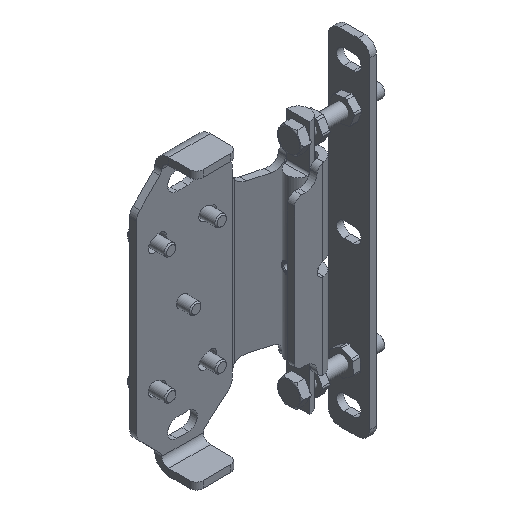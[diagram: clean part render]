
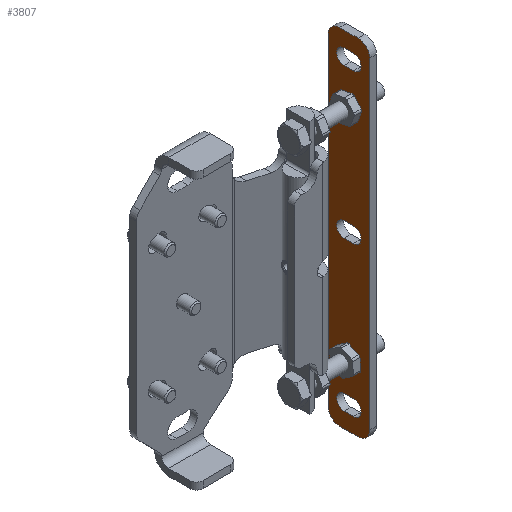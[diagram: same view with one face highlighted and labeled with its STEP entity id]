
A CAD part, isometric view. The second image highlights one B-rep face of the part: STEP entity #3807.
In plain terms, the highlighted planar face has unit normal (-1, 0, 0).
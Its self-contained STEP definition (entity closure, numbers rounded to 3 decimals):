
#203=FACE_BOUND('',#648,.T.);
#204=FACE_BOUND('',#649,.T.);
#205=FACE_BOUND('',#650,.T.);
#206=FACE_BOUND('',#651,.T.);
#207=FACE_BOUND('',#652,.T.);
#278=PLANE('',#4321);
#433=FACE_OUTER_BOUND('',#647,.T.);
#647=EDGE_LOOP('',(#3115,#3116,#3117,#3118,#3119,#3120,#3121,#3122));
#648=EDGE_LOOP('',(#3123,#3124,#3125,#3126));
#649=EDGE_LOOP('',(#3127,#3128,#3129,#3130));
#650=EDGE_LOOP('',(#3131,#3132,#3133,#3134));
#651=EDGE_LOOP('',(#3135,#3136));
#652=EDGE_LOOP('',(#3137,#3138));
#874=CIRCLE('',#4319,5.);
#875=CIRCLE('',#4322,5.);
#876=CIRCLE('',#4323,5.);
#877=CIRCLE('',#4324,5.);
#878=CIRCLE('',#4325,3.3);
#879=CIRCLE('',#4326,3.3);
#880=CIRCLE('',#4327,3.3);
#881=CIRCLE('',#4328,3.3);
#882=CIRCLE('',#4329,3.3);
#883=CIRCLE('',#4330,3.3);
#884=CIRCLE('',#4331,2.459);
#885=CIRCLE('',#4332,2.459);
#886=CIRCLE('',#4333,2.459);
#887=CIRCLE('',#4334,2.459);
#1120=LINE('',#6428,#1406);
#1123=LINE('',#6434,#1409);
#1124=LINE('',#6438,#1410);
#1125=LINE('',#6442,#1411);
#1126=LINE('',#6448,#1412);
#1127=LINE('',#6451,#1413);
#1128=LINE('',#6456,#1414);
#1129=LINE('',#6459,#1415);
#1130=LINE('',#6464,#1416);
#1131=LINE('',#6467,#1417);
#1406=VECTOR('',#5165,10.);
#1409=VECTOR('',#5170,10.);
#1410=VECTOR('',#5173,10.);
#1411=VECTOR('',#5176,10.);
#1412=VECTOR('',#5181,10.);
#1413=VECTOR('',#5184,10.);
#1414=VECTOR('',#5187,10.);
#1415=VECTOR('',#5190,10.);
#1416=VECTOR('',#5193,10.);
#1417=VECTOR('',#5196,10.);
#1784=VERTEX_POINT('',#6421);
#1785=VERTEX_POINT('',#6423);
#1786=VERTEX_POINT('',#6427);
#1788=VERTEX_POINT('',#6433);
#1789=VERTEX_POINT('',#6435);
#1790=VERTEX_POINT('',#6437);
#1791=VERTEX_POINT('',#6439);
#1792=VERTEX_POINT('',#6441);
#1793=VERTEX_POINT('',#6444);
#1794=VERTEX_POINT('',#6445);
#1795=VERTEX_POINT('',#6447);
#1796=VERTEX_POINT('',#6449);
#1797=VERTEX_POINT('',#6452);
#1798=VERTEX_POINT('',#6453);
#1799=VERTEX_POINT('',#6455);
#1800=VERTEX_POINT('',#6457);
#1801=VERTEX_POINT('',#6460);
#1802=VERTEX_POINT('',#6461);
#1803=VERTEX_POINT('',#6463);
#1804=VERTEX_POINT('',#6465);
#1805=VERTEX_POINT('',#6468);
#1806=VERTEX_POINT('',#6469);
#1807=VERTEX_POINT('',#6472);
#1808=VERTEX_POINT('',#6473);
#2254=EDGE_CURVE('',#1784,#1785,#874,.T.);
#2256=EDGE_CURVE('',#1785,#1786,#1120,.T.);
#2259=EDGE_CURVE('',#1788,#1784,#1123,.T.);
#2260=EDGE_CURVE('',#1789,#1788,#875,.T.);
#2261=EDGE_CURVE('',#1790,#1789,#1124,.T.);
#2262=EDGE_CURVE('',#1791,#1790,#876,.T.);
#2263=EDGE_CURVE('',#1792,#1791,#1125,.T.);
#2264=EDGE_CURVE('',#1786,#1792,#877,.T.);
#2265=EDGE_CURVE('',#1793,#1794,#878,.T.);
#2266=EDGE_CURVE('',#1794,#1795,#1126,.T.);
#2267=EDGE_CURVE('',#1795,#1796,#879,.T.);
#2268=EDGE_CURVE('',#1796,#1793,#1127,.T.);
#2269=EDGE_CURVE('',#1797,#1798,#880,.T.);
#2270=EDGE_CURVE('',#1798,#1799,#1128,.T.);
#2271=EDGE_CURVE('',#1799,#1800,#881,.T.);
#2272=EDGE_CURVE('',#1800,#1797,#1129,.T.);
#2273=EDGE_CURVE('',#1801,#1802,#882,.T.);
#2274=EDGE_CURVE('',#1802,#1803,#1130,.T.);
#2275=EDGE_CURVE('',#1803,#1804,#883,.T.);
#2276=EDGE_CURVE('',#1804,#1801,#1131,.T.);
#2277=EDGE_CURVE('',#1805,#1806,#884,.T.);
#2278=EDGE_CURVE('',#1806,#1805,#885,.T.);
#2279=EDGE_CURVE('',#1807,#1808,#886,.T.);
#2280=EDGE_CURVE('',#1808,#1807,#887,.T.);
#3115=ORIENTED_EDGE('',*,*,#2254,.F.);
#3116=ORIENTED_EDGE('',*,*,#2259,.F.);
#3117=ORIENTED_EDGE('',*,*,#2260,.F.);
#3118=ORIENTED_EDGE('',*,*,#2261,.F.);
#3119=ORIENTED_EDGE('',*,*,#2262,.F.);
#3120=ORIENTED_EDGE('',*,*,#2263,.F.);
#3121=ORIENTED_EDGE('',*,*,#2264,.F.);
#3122=ORIENTED_EDGE('',*,*,#2256,.F.);
#3123=ORIENTED_EDGE('',*,*,#2265,.T.);
#3124=ORIENTED_EDGE('',*,*,#2266,.T.);
#3125=ORIENTED_EDGE('',*,*,#2267,.T.);
#3126=ORIENTED_EDGE('',*,*,#2268,.T.);
#3127=ORIENTED_EDGE('',*,*,#2269,.T.);
#3128=ORIENTED_EDGE('',*,*,#2270,.T.);
#3129=ORIENTED_EDGE('',*,*,#2271,.T.);
#3130=ORIENTED_EDGE('',*,*,#2272,.T.);
#3131=ORIENTED_EDGE('',*,*,#2273,.T.);
#3132=ORIENTED_EDGE('',*,*,#2274,.T.);
#3133=ORIENTED_EDGE('',*,*,#2275,.T.);
#3134=ORIENTED_EDGE('',*,*,#2276,.T.);
#3135=ORIENTED_EDGE('',*,*,#2277,.T.);
#3136=ORIENTED_EDGE('',*,*,#2278,.T.);
#3137=ORIENTED_EDGE('',*,*,#2279,.T.);
#3138=ORIENTED_EDGE('',*,*,#2280,.T.);
#3807=ADVANCED_FACE('',(#433,#203,#204,#205,#206,#207),#278,.F.);
#4319=AXIS2_PLACEMENT_3D('',#6424,#5160,#5161);
#4321=AXIS2_PLACEMENT_3D('',#6432,#5168,#5169);
#4322=AXIS2_PLACEMENT_3D('',#6436,#5171,#5172);
#4323=AXIS2_PLACEMENT_3D('',#6440,#5174,#5175);
#4324=AXIS2_PLACEMENT_3D('',#6443,#5177,#5178);
#4325=AXIS2_PLACEMENT_3D('',#6446,#5179,#5180);
#4326=AXIS2_PLACEMENT_3D('',#6450,#5182,#5183);
#4327=AXIS2_PLACEMENT_3D('',#6454,#5185,#5186);
#4328=AXIS2_PLACEMENT_3D('',#6458,#5188,#5189);
#4329=AXIS2_PLACEMENT_3D('',#6462,#5191,#5192);
#4330=AXIS2_PLACEMENT_3D('',#6466,#5194,#5195);
#4331=AXIS2_PLACEMENT_3D('',#6470,#5197,#5198);
#4332=AXIS2_PLACEMENT_3D('',#6471,#5199,#5200);
#4333=AXIS2_PLACEMENT_3D('',#6474,#5201,#5202);
#4334=AXIS2_PLACEMENT_3D('',#6475,#5203,#5204);
#5160=DIRECTION('center_axis',(1.,0.,0.));
#5161=DIRECTION('ref_axis',(0.,0.707,0.707));
#5165=DIRECTION('',(0.,-1.,0.));
#5168=DIRECTION('center_axis',(1.,0.,0.));
#5169=DIRECTION('ref_axis',(0.,0.,-1.));
#5170=DIRECTION('',(0.,0.,1.));
#5171=DIRECTION('center_axis',(1.,0.,0.));
#5172=DIRECTION('ref_axis',(0.,0.707,-0.707));
#5173=DIRECTION('',(0.,1.,0.));
#5174=DIRECTION('center_axis',(1.,0.,0.));
#5175=DIRECTION('ref_axis',(0.,-0.707,-0.707));
#5176=DIRECTION('',(0.,0.,-1.));
#5177=DIRECTION('center_axis',(1.,0.,0.));
#5178=DIRECTION('ref_axis',(0.,-0.707,0.707));
#5179=DIRECTION('center_axis',(1.,0.,0.));
#5180=DIRECTION('ref_axis',(0.,0.,-1.));
#5181=DIRECTION('',(0.,1.,0.));
#5182=DIRECTION('center_axis',(1.,0.,0.));
#5183=DIRECTION('ref_axis',(0.,0.,1.));
#5184=DIRECTION('',(0.,-1.,0.));
#5185=DIRECTION('center_axis',(1.,0.,0.));
#5186=DIRECTION('ref_axis',(0.,0.,-1.));
#5187=DIRECTION('',(0.,1.,0.));
#5188=DIRECTION('center_axis',(1.,0.,0.));
#5189=DIRECTION('ref_axis',(0.,0.,1.));
#5190=DIRECTION('',(0.,-1.,0.));
#5191=DIRECTION('center_axis',(1.,0.,0.));
#5192=DIRECTION('ref_axis',(0.,0.,1.));
#5193=DIRECTION('',(0.,-1.,0.));
#5194=DIRECTION('center_axis',(1.,0.,0.));
#5195=DIRECTION('ref_axis',(0.,0.,-1.));
#5196=DIRECTION('',(0.,1.,0.));
#5197=DIRECTION('center_axis',(1.,0.,0.));
#5198=DIRECTION('ref_axis',(0.,0.,1.));
#5199=DIRECTION('center_axis',(1.,0.,0.));
#5200=DIRECTION('ref_axis',(0.,0.,1.));
#5201=DIRECTION('center_axis',(1.,0.,0.));
#5202=DIRECTION('ref_axis',(0.,0.,1.));
#5203=DIRECTION('center_axis',(1.,0.,0.));
#5204=DIRECTION('ref_axis',(0.,0.,1.));
#6421=CARTESIAN_POINT('',(62.,18.75,70.));
#6423=CARTESIAN_POINT('',(62.,13.75,75.));
#6424=CARTESIAN_POINT('Origin',(62.,13.75,70.));
#6427=CARTESIAN_POINT('',(62.,5.75,75.));
#6428=CARTESIAN_POINT('',(62.,18.75,75.));
#6432=CARTESIAN_POINT('Origin',(62.,9.75,0.));
#6433=CARTESIAN_POINT('',(62.,18.75,-70.));
#6434=CARTESIAN_POINT('',(62.,18.75,-75.));
#6435=CARTESIAN_POINT('',(62.,13.75,-75.));
#6436=CARTESIAN_POINT('Origin',(62.,13.75,-70.));
#6437=CARTESIAN_POINT('',(62.,5.75,-75.));
#6438=CARTESIAN_POINT('',(62.,0.75,-75.));
#6439=CARTESIAN_POINT('',(62.,0.75,-70.));
#6440=CARTESIAN_POINT('Origin',(62.,5.75,-70.));
#6441=CARTESIAN_POINT('',(62.,0.75,70.));
#6442=CARTESIAN_POINT('',(62.,0.75,75.));
#6443=CARTESIAN_POINT('Origin',(62.,5.75,70.));
#6444=CARTESIAN_POINT('',(62.,7.75,68.3));
#6445=CARTESIAN_POINT('',(62.,7.75,61.7));
#6446=CARTESIAN_POINT('Origin',(62.,7.75,65.));
#6447=CARTESIAN_POINT('',(62.,11.75,61.7));
#6448=CARTESIAN_POINT('',(62.,8.75,61.7));
#6449=CARTESIAN_POINT('',(62.,11.75,68.3));
#6450=CARTESIAN_POINT('Origin',(62.,11.75,65.));
#6451=CARTESIAN_POINT('',(62.,10.75,68.3));
#6452=CARTESIAN_POINT('',(62.,7.75,-61.7));
#6453=CARTESIAN_POINT('',(62.,7.75,-68.3));
#6454=CARTESIAN_POINT('Origin',(62.,7.75,-65.));
#6455=CARTESIAN_POINT('',(62.,11.75,-68.3));
#6456=CARTESIAN_POINT('',(62.,8.75,-68.3));
#6457=CARTESIAN_POINT('',(62.,11.75,-61.7));
#6458=CARTESIAN_POINT('Origin',(62.,11.75,-65.));
#6459=CARTESIAN_POINT('',(62.,10.75,-61.7));
#6460=CARTESIAN_POINT('',(62.,11.75,-3.3));
#6461=CARTESIAN_POINT('',(62.,11.75,3.3));
#6462=CARTESIAN_POINT('Origin',(62.,11.75,0.));
#6463=CARTESIAN_POINT('',(62.,7.75,3.3));
#6464=CARTESIAN_POINT('',(62.,10.75,3.3));
#6465=CARTESIAN_POINT('',(62.,7.75,-3.3));
#6466=CARTESIAN_POINT('Origin',(62.,7.75,0.));
#6467=CARTESIAN_POINT('',(62.,8.75,-3.3));
#6468=CARTESIAN_POINT('',(62.,9.75,-45.042));
#6469=CARTESIAN_POINT('',(62.,9.75,-49.959));
#6470=CARTESIAN_POINT('Origin',(62.,9.75,-47.5));
#6471=CARTESIAN_POINT('Origin',(62.,9.75,-47.5));
#6472=CARTESIAN_POINT('',(62.,9.75,49.959));
#6473=CARTESIAN_POINT('',(62.,9.75,45.042));
#6474=CARTESIAN_POINT('Origin',(62.,9.75,47.5));
#6475=CARTESIAN_POINT('Origin',(62.,9.75,47.5));
